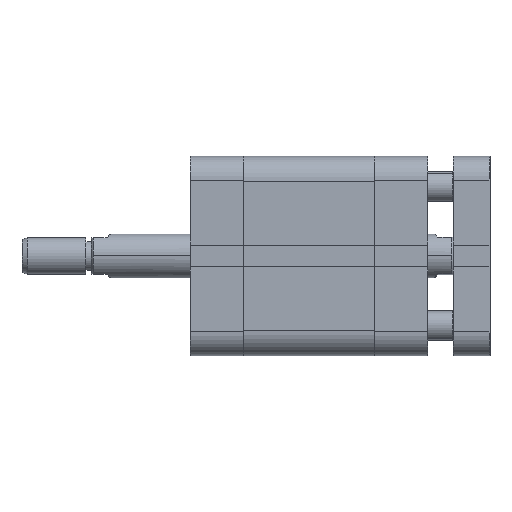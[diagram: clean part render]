
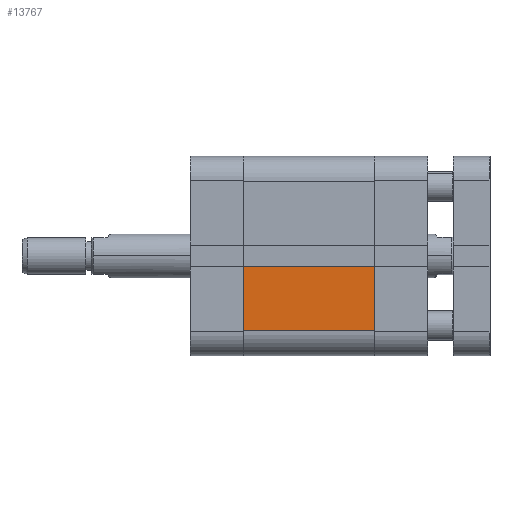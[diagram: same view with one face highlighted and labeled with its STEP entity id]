
A CAD part, front view. The second image highlights one B-rep face of the part: STEP entity #13767.
In plain terms, the highlighted planar face has unit normal (0, -1, 0).
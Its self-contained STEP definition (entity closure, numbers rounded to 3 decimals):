
#1220 = VECTOR ( 'NONE', #8866, 1000. ) ;
#1650 = AXIS2_PLACEMENT_3D ( 'NONE', #31267, #19915, #3175 ) ;
#2829 = CARTESIAN_POINT ( 'NONE',  ( 36.001, -27.25, -2.8 ) ) ;
#2834 = DIRECTION ( 'NONE',  ( 0., 0., -1. ) ) ;
#3175 = DIRECTION ( 'NONE',  ( 0., 0., 1. ) ) ;
#5550 = CARTESIAN_POINT ( 'NONE',  ( 36., -27.25, -20.45 ) ) ;
#7606 = LINE ( 'NONE', #19052, #28563 ) ;
#8866 = DIRECTION ( 'NONE',  ( 0., 0., -1. ) ) ;
#9356 = EDGE_LOOP ( 'NONE', ( #19319, #12584, #33250, #19669 ) ) ;
#10764 = LINE ( 'NONE', #10955, #14510 ) ;
#10788 = VERTEX_POINT ( 'NONE', #26298 ) ;
#10955 = CARTESIAN_POINT ( 'NONE',  ( 0., -27.25, -27.25 ) ) ;
#11022 = EDGE_CURVE ( 'NONE', #33062, #35390, #7606, .T. ) ;
#12584 = ORIENTED_EDGE ( 'NONE', *, *, #26028, .T. ) ;
#13767 = ADVANCED_FACE ( 'NONE', ( #34845 ), #34471, .F. ) ;
#13906 = VECTOR ( 'NONE', #22608, 1000. ) ;
#14510 = VECTOR ( 'NONE', #2834, 1000. ) ;
#19052 = CARTESIAN_POINT ( 'NONE',  ( 36., -27.25, -20.45 ) ) ;
#19319 = ORIENTED_EDGE ( 'NONE', *, *, #24438, .T. ) ;
#19669 = ORIENTED_EDGE ( 'NONE', *, *, #34442, .F. ) ;
#19915 = DIRECTION ( 'NONE',  ( 0., 1., 0. ) ) ;
#21931 = CARTESIAN_POINT ( 'NONE',  ( 0., -27.25, -2.8 ) ) ;
#22608 = DIRECTION ( 'NONE',  ( -1., 0., 0. ) ) ;
#24438 = EDGE_CURVE ( 'NONE', #10788, #33958, #25627, .T. ) ;
#25627 = LINE ( 'NONE', #2829, #13906 ) ;
#26028 = EDGE_CURVE ( 'NONE', #33958, #33062, #10764, .T. ) ;
#26298 = CARTESIAN_POINT ( 'NONE',  ( 36., -27.25, -2.8 ) ) ;
#28563 = VECTOR ( 'NONE', #30590, 1000. ) ;
#30590 = DIRECTION ( 'NONE',  ( 1., 0., 0. ) ) ;
#31267 = CARTESIAN_POINT ( 'NONE',  ( 36., -27.25, -27.25 ) ) ;
#31654 = LINE ( 'NONE', #34874, #1220 ) ;
#33062 = VERTEX_POINT ( 'NONE', #36812 ) ;
#33250 = ORIENTED_EDGE ( 'NONE', *, *, #11022, .T. ) ;
#33958 = VERTEX_POINT ( 'NONE', #21931 ) ;
#34442 = EDGE_CURVE ( 'NONE', #10788, #35390, #31654, .T. ) ;
#34471 = PLANE ( 'NONE',  #1650 ) ;
#34845 = FACE_OUTER_BOUND ( 'NONE', #9356, .T. ) ;
#34874 = CARTESIAN_POINT ( 'NONE',  ( 36., -27.25, -27.25 ) ) ;
#35390 = VERTEX_POINT ( 'NONE', #5550 ) ;
#36812 = CARTESIAN_POINT ( 'NONE',  ( 0., -27.25, -20.45 ) ) ;
